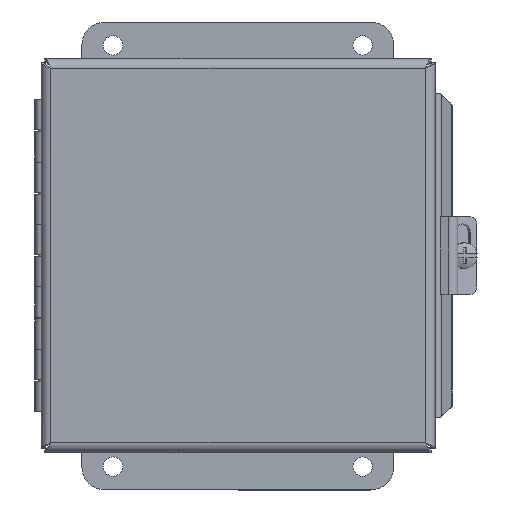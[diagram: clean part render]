
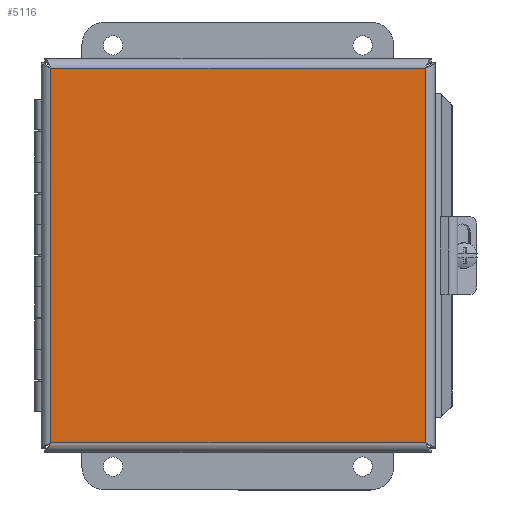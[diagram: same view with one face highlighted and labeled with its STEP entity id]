
A CAD part, top view. The second image highlights one B-rep face of the part: STEP entity #5116.
In plain terms, the highlighted face is planar.
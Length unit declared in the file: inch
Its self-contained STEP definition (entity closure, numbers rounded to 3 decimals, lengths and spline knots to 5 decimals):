
#530=PLANE('',#5463);
#770=FACE_OUTER_BOUND('',#1107,.T.);
#1107=EDGE_LOOP('',(#4117,#4118,#4119,#4120));
#1597=LINE('',#8410,#2033);
#1613=LINE('',#8512,#2049);
#1627=LINE('',#8609,#2063);
#1634=LINE('',#8692,#2070);
#2033=VECTOR('',#6382,6.007);
#2049=VECTOR('',#6412,6.007);
#2063=VECTOR('',#6440,6.007);
#2070=VECTOR('',#6457,6.007);
#2419=VERTEX_POINT('',#8401);
#2420=VERTEX_POINT('',#8409);
#2431=VERTEX_POINT('',#8504);
#2439=VERTEX_POINT('',#8601);
#2976=EDGE_CURVE('',#2420,#2419,#1597,.T.);
#2996=EDGE_CURVE('',#2419,#2431,#1613,.T.);
#3014=EDGE_CURVE('',#2431,#2439,#1627,.T.);
#3025=EDGE_CURVE('',#2439,#2420,#1634,.T.);
#4117=ORIENTED_EDGE('',*,*,#2976,.T.);
#4118=ORIENTED_EDGE('',*,*,#2996,.T.);
#4119=ORIENTED_EDGE('',*,*,#3014,.T.);
#4120=ORIENTED_EDGE('',*,*,#3025,.T.);
#5116=ADVANCED_FACE('',(#770),#530,.F.);
#5463=AXIS2_PLACEMENT_3D('',#8778,#6482,#6483);
#6382=DIRECTION('',(0.,-1.,0.));
#6412=DIRECTION('',(-1.,0.,0.));
#6440=DIRECTION('',(0.,1.,0.));
#6457=DIRECTION('',(1.,0.,0.));
#6482=DIRECTION('center_axis',(0.,0.,1.));
#6483=DIRECTION('ref_axis',(1.,0.,0.));
#8401=CARTESIAN_POINT('',(6.15975,0.15275,0.));
#8409=CARTESIAN_POINT('',(6.15975,6.15975,0.));
#8410=CARTESIAN_POINT('',(6.15975,4.658,0.));
#8504=CARTESIAN_POINT('',(0.15275,0.15275,0.));
#8512=CARTESIAN_POINT('',(4.658,0.15275,0.));
#8601=CARTESIAN_POINT('',(0.15275,6.15975,0.));
#8609=CARTESIAN_POINT('',(0.15275,1.6545,0.));
#8692=CARTESIAN_POINT('',(1.6545,6.15975,0.));
#8778=CARTESIAN_POINT('Origin',(3.15625,3.15625,0.));
